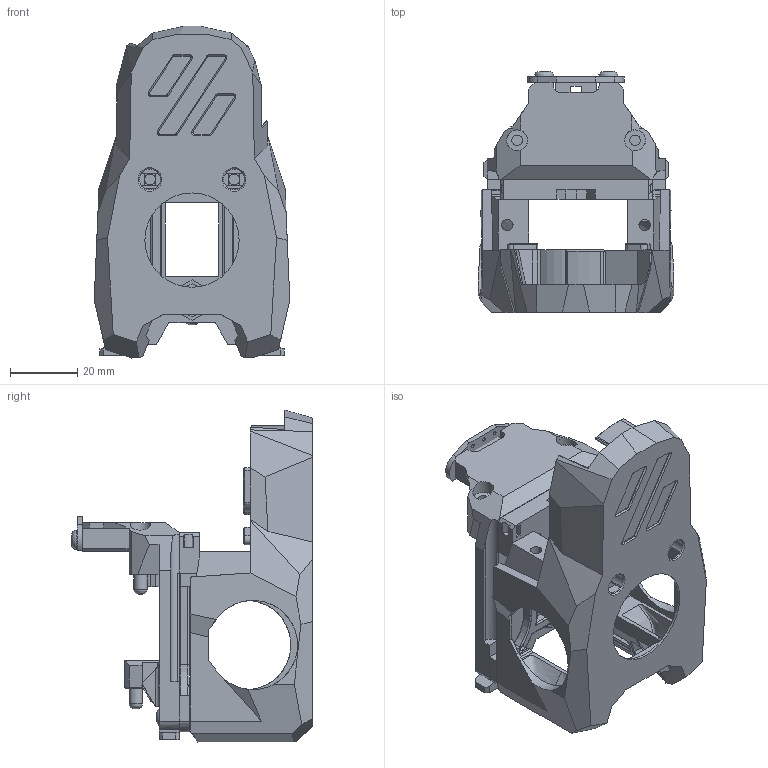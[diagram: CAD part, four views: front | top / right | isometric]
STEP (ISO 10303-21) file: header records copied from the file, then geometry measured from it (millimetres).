
FILE_DESCRIPTION(/* description */ (''),/* implementation_level */ '2;1');
FILE_NAME(/* name */ 'SB_Mini.step',/* time_stamp */ '2024-11-15T16:39:31-07:00',/* author */ (''),/* organization */ (''),/* preprocessor_version */ 'ST-DEVELOPER v20',/* originating_system */ 'Autodesk Translation Framework v13.20.0.188',/* authorisation */ '');
FILE_SCHEMA (('AUTOMOTIVE_DESIGN { 1 0 10303 214 3 1 1 }'));
Products named in the file (17): StealthChanger_Tripod; Cowl; StealthChanger; Plate; Spacer; Hardware (2); Tap_Sensor; Board; Sensor; M3x6 BHCS (2); M3x6 FHCS (7) (1); M3x6 FHCS (7) (1) (1); Pins 4x12 Rounded; 3x6mm Magnet (1) (3) (2) (1); M3x10 BHCS (2) (1); Pins 4x12 Rounded (1); Pins 4x12 Rounded (2)
Assembly tree (18 placements, depth 4):
  StealthChanger_Tripod
    Cowl
    StealthChanger
      Plate
      Spacer
    Hardware (2)
      Tap_Sensor
        Board
        Sensor
        M3x6 BHCS (2)  x2
      M3x6 FHCS (7) (1)
      M3x6 FHCS (7) (1) (1)
      Pins 4x12 Rounded
      3x6mm Magnet (1) (3) (2) (1)
      M3x10 BHCS (2) (1)  x2
      Pins 4x12 Rounded (1)
      Pins 4x12 Rounded (2)
Bounding box: 58.07 x 71.54 x 98.56 mm (x, y, z)
Volume: 70908 mm3; surface area: 38975.5 mm2
Topology: 15 solids, 15 shells, 1164 faces, 3103 edges, 1982 vertices
Faces by surface type: plane 710, cylinder 237, bspline 124, cone 77, torus 10, sphere 6
Full cylindrical faces by diameter (mm): 0.87 x5, 1 x3, 1.8 x1, 2 x1, 2.8 x4, 3 x10, 3.1 x7, 3.2 x6, 3.4 x4, 3.7 x1, 4 x3, 4.7 x7, 5.54 x2, 5.7 x4, 6 x4, 6.1 x1, 6.2 x6, 6.3 x2, 8.1 x1, 28 x1
Entity records: 48766 total; most frequent: CARTESIAN_POINT 20371, ORIENTED_EDGE 6046, DIRECTION 5489, EDGE_CURVE 3023, LINE 2031, VECTOR 2031, VERTEX_POINT 1935, AXIS2_PLACEMENT_3D 1729
